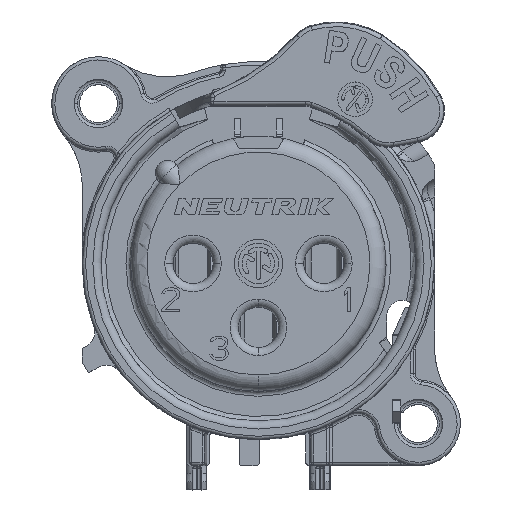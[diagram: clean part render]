
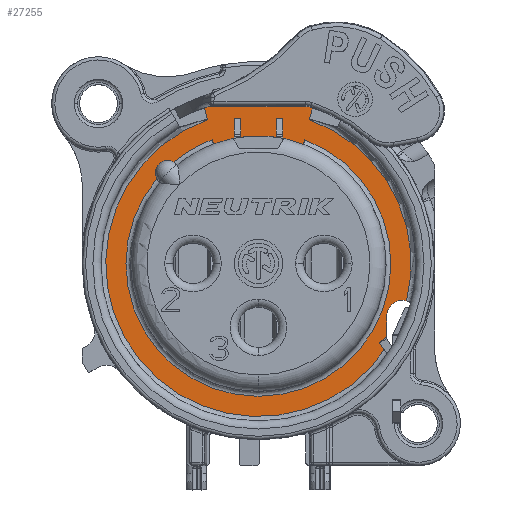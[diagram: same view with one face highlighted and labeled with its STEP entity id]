
A CAD part, top view. The second image highlights one B-rep face of the part: STEP entity #27255.
In plain terms, the highlighted planar face has unit normal (0, 0, 1).
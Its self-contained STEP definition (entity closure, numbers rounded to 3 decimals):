
#29=CARTESIAN_POINT('',(0.,0.,-4.8));
#30=DIRECTION('',(0.,0.,1.));
#31=DIRECTION('',(0.353,0.936,0.));
#32=AXIS2_PLACEMENT_3D('',#29,#30,#31);
#220=DIRECTION('',(0.24,0.971,0.));
#221=VECTOR('',#220,0.302);
#222=CARTESIAN_POINT('',(2.787,7.392,-4.8));
#223=LINE('',#222,#221);
#1794=CARTESIAN_POINT('',(0.,0.,-4.8));
#1795=DIRECTION('',(0.,0.,-1.));
#1796=DIRECTION('',(-0.643,0.766,0.));
#1797=AXIS2_PLACEMENT_3D('',#1794,#1795,#1796);
#1861=CARTESIAN_POINT('',(0.,0.,-4.8));
#1862=DIRECTION('',(0.,0.,1.));
#1863=DIRECTION('',(-0.766,0.643,0.));
#1864=AXIS2_PLACEMENT_3D('',#1861,#1862,#1863);
#1866=CARTESIAN_POINT('',(-5.621,5.621,-4.8));
#1867=DIRECTION('',(0.,0.,-1.));
#1868=DIRECTION('',(-0.882,-0.47,0.));
#1869=AXIS2_PLACEMENT_3D('',#1866,#1867,#1868);
#1871=CARTESIAN_POINT('',(0.,0.,-4.8));
#1872=DIRECTION('',(0.,0.,-1.));
#1873=DIRECTION('',(0.334,0.942,0.));
#1874=AXIS2_PLACEMENT_3D('',#1871,#1872,#1873);
#1876=CARTESIAN_POINT('',(7.94,-3.285,-4.8));
#1877=CARTESIAN_POINT('',(7.94,-3.178,-4.8));
#1878=CARTESIAN_POINT('',(7.97,-3.002,-4.8));
#1879=CARTESIAN_POINT('',(8.084,-2.722,-4.8));
#1880=CARTESIAN_POINT('',(8.301,-2.466,-4.8));
#1881=CARTESIAN_POINT('',(8.593,-2.307,-4.8));
#1882=CARTESIAN_POINT('',(8.888,-2.257,-4.8));
#1883=CARTESIAN_POINT('',(9.064,-2.268,-4.8));
#1884=CARTESIAN_POINT('',(9.167,-2.294,-4.8));
#1886=DIRECTION('',(0.,1.,0.));
#1887=VECTOR('',#1886,1.839);
#1888=CARTESIAN_POINT('',(7.94,-5.124,-4.8));
#1889=LINE('',#1888,#1887);
#1898=DIRECTION('',(0.24,-0.971,0.));
#1899=VECTOR('',#1898,0.302);
#1900=CARTESIAN_POINT('',(-2.859,7.685,-4.8));
#1901=LINE('',#1900,#1899);
#12483=CARTESIAN_POINT('',(3.161,8.906,-4.8));
#12484=CARTESIAN_POINT('',(3.165,8.922,-4.8));
#12485=CARTESIAN_POINT('',(3.169,8.94,
-4.798));
#12486=CARTESIAN_POINT('',(3.173,8.956,
-4.798));
#12518=CARTESIAN_POINT('',(-3.173,8.954,
-4.798));
#12519=CARTESIAN_POINT('',(-3.169,8.938,
-4.798));
#12520=CARTESIAN_POINT('',(-3.165,8.922,-4.8));
#12521=CARTESIAN_POINT('',(-3.161,8.906,-4.8));
#12523=CARTESIAN_POINT('',(0.,0.,-4.8));
#12524=DIRECTION('',(0.,0.,1.));
#12525=DIRECTION('',(-0.334,0.942,0.));
#12526=AXIS2_PLACEMENT_3D('',#12523,#12524,#12525);
#12537=CARTESIAN_POINT('',(7.94,-5.124,-4.8));
#12566=DIRECTION('',(0.24,0.971,-0.003));
#12567=VECTOR('',#12566,0.702);
#12568=CARTESIAN_POINT('',(3.173,8.956,
-4.798));
#12569=LINE('',#12568,#12567);
#12587=CARTESIAN_POINT('',(0.,0.,-4.8));
#12588=DIRECTION('',(0.,0.,1.));
#12589=DIRECTION('',(0.328,0.945,0.));
#12590=AXIS2_PLACEMENT_3D('',#12587,#12588,#12589);
#12703=CARTESIAN_POINT('',(0.,0.,-4.8));
#12704=DIRECTION('',(0.,0.,1.));
#12705=DIRECTION('',(-0.316,0.949,0.));
#12706=AXIS2_PLACEMENT_3D('',#12703,#12704,#12705);
#14850=CARTESIAN_POINT('',(2.903,8.73,-4.8));
#14851=DIRECTION('',(0.,0.,1.));
#14852=DIRECTION('',(0.316,0.949,0.));
#14853=AXIS2_PLACEMENT_3D('',#14850,#14851,#14852);
#14855=DIRECTION('',(1.,0.,0.));
#14856=VECTOR('',#14855,5.806);
#14857=CARTESIAN_POINT('',(-2.903,9.73,-4.8));
#14858=LINE('',#14857,#14856);
#14867=CARTESIAN_POINT('',(-2.903,8.73,-4.8));
#14868=DIRECTION('',(0.,0.,-1.));
#14869=DIRECTION('',(-0.316,0.949,0.));
#14870=AXIS2_PLACEMENT_3D('',#14867,#14868,#14869);
#15964=DIRECTION('',(0.24,-0.971,0.003));
#15965=VECTOR('',#15964,0.703);
#15966=CARTESIAN_POINT('',(-3.342,9.637,-4.8));
#15967=LINE('',#15966,#15965);
#20313=CARTESIAN_POINT('',(-6.283,5.269,-4.8));
#20314=CARTESIAN_POINT('',(-5.269,6.283,-4.8));
#20315=VERTEX_POINT('',#20313);
#20316=VERTEX_POINT('',#20314);
#22664=VERTEX_POINT('',#12537);
#22823=CARTESIAN_POINT('',(7.94,-3.285,-4.8));
#22825=VERTEX_POINT('',#22823);
#22831=VERTEX_POINT('',#1884);
#24672=CARTESIAN_POINT('',(2.787,7.392,-4.8));
#24673=CARTESIAN_POINT('',(-2.787,7.392,-4.8));
#24674=VERTEX_POINT('',#24672);
#24675=VERTEX_POINT('',#24673);
#24782=CARTESIAN_POINT('',(2.859,7.685,-4.8));
#24783=VERTEX_POINT('',#24782);
#24784=VERTEX_POINT('',#12483);
#24785=VERTEX_POINT('',#12486);
#24794=VERTEX_POINT('',#12518);
#24795=VERTEX_POINT('',#12521);
#24796=CARTESIAN_POINT('',(-2.859,7.685,-4.8));
#24797=VERTEX_POINT('',#24796);
#24971=CARTESIAN_POINT('',(-2.903,9.73,-4.8));
#24972=CARTESIAN_POINT('',(2.903,9.73,-4.8));
#24973=VERTEX_POINT('',#24971);
#24974=VERTEX_POINT('',#24972);
#24975=CARTESIAN_POINT('',(3.218,9.679,-4.8));
#24976=VERTEX_POINT('',#24975);
#24977=CARTESIAN_POINT('',(-3.218,9.679,-4.8));
#24978=VERTEX_POINT('',#24977);
#25021=CARTESIAN_POINT('',(-3.342,9.637,-4.8));
#25022=VERTEX_POINT('',#25021);
#25023=CARTESIAN_POINT('',(3.342,9.637,-4.8));
#25024=VERTEX_POINT('',#25023);
#27212=CARTESIAN_POINT('',(0.,0.,-4.8));
#27213=DIRECTION('',(0.,0.,1.));
#27214=DIRECTION('',(0.,-1.,0.));
#27215=AXIS2_PLACEMENT_3D('',#27212,#27213,#27214);
#27216=PLANE('',#27215);
#27218=ORIENTED_EDGE('',*,*,#27217,.F.);
#27220=ORIENTED_EDGE('',*,*,#27219,.F.);
#27222=ORIENTED_EDGE('',*,*,#27221,.T.);
#27224=ORIENTED_EDGE('',*,*,#27223,.T.);
#27226=ORIENTED_EDGE('',*,*,#27225,.F.);
#27228=ORIENTED_EDGE('',*,*,#27227,.F.);
#27230=ORIENTED_EDGE('',*,*,#27229,.F.);
#27232=ORIENTED_EDGE('',*,*,#27231,.F.);
#27234=ORIENTED_EDGE('',*,*,#27233,.T.);
#27236=ORIENTED_EDGE('',*,*,#27235,.F.);
#27238=ORIENTED_EDGE('',*,*,#27237,.F.);
#27240=ORIENTED_EDGE('',*,*,#27239,.F.);
#27242=ORIENTED_EDGE('',*,*,#27241,.F.);
#27243=EDGE_LOOP('',(#27218,#27220,#27222,#27224,#27226,#27228,#27230,#27232,
#27234,#27236,#27238,#27240,#27242));
#27244=FACE_OUTER_BOUND('',#27243,.F.);
#27245=ORIENTED_EDGE('',*,*,#27202,.T.);
#27246=ORIENTED_EDGE('',*,*,#25338,.F.);
#27247=ORIENTED_EDGE('',*,*,#25054,.T.);
#27249=ORIENTED_EDGE('',*,*,#27248,.F.);
#27250=ORIENTED_EDGE('',*,*,#27185,.F.);
#27252=ORIENTED_EDGE('',*,*,#27251,.F.);
#27253=EDGE_LOOP('',(#27245,#27246,#27247,#27249,#27250,#27252));
#27254=FACE_BOUND('',#27253,.F.);
#27255=ADVANCED_FACE('',(#27244,#27254),#27216,.T.);
#33=CIRCLE('',#32,7.9);
#1798=CIRCLE('',#1797,8.2);
#1865=CIRCLE('',#1864,8.2);
#1870=CIRCLE('',#1869,0.75);
#1875=CIRCLE('',#1874,9.45);
#1885=B_SPLINE_CURVE_WITH_KNOTS('',3,(#1876,#1877,#1878,#1879,#1880,#1881,#1882,
#1883,#1884),.UNSPECIFIED.,.F.,.F.,(4,1,1,1,1,1,4),(0.,0.125,0.25,0.5,
0.75,0.875,1.),.UNSPECIFIED.);
#12487=B_SPLINE_CURVE_WITH_KNOTS('',3,(#12483,#12484,#12485,#12486),
.UNSPECIFIED.,.F.,.F.,(4,4),(0.,1.),.UNSPECIFIED.);
#12522=B_SPLINE_CURVE_WITH_KNOTS('',3,(#12518,#12519,#12520,#12521),
.UNSPECIFIED.,.F.,.F.,(4,4),(0.,1.),.UNSPECIFIED.);
#12527=CIRCLE('',#12526,9.45);
#12591=CIRCLE('',#12590,10.2);
#12707=CIRCLE('',#12706,10.2);
#14854=CIRCLE('',#14853,1.);
#14871=CIRCLE('',#14870,1.);
#25054=EDGE_CURVE('',#24674,#24675,#33,.T.);
#25338=EDGE_CURVE('',#24674,#24783,#223,.T.);
#27185=EDGE_CURVE('',#20316,#24797,#1798,.T.);
#27202=EDGE_CURVE('',#20315,#24783,#1865,.T.);
#27217=EDGE_CURVE('',#25022,#24794,#15967,.T.);
#27219=EDGE_CURVE('',#24978,#25022,#12707,.T.);
#27221=EDGE_CURVE('',#24978,#24973,#14871,.T.);
#27223=EDGE_CURVE('',#24973,#24974,#14858,.T.);
#27225=EDGE_CURVE('',#24976,#24974,#14854,.T.);
#27227=EDGE_CURVE('',#25024,#24976,#12591,.T.);
#27229=EDGE_CURVE('',#24785,#25024,#12569,.T.);
#27231=EDGE_CURVE('',#24784,#24785,#12487,.T.);
#27233=EDGE_CURVE('',#24784,#22831,#1875,.T.);
#27235=EDGE_CURVE('',#22825,#22831,#1885,.T.);
#27237=EDGE_CURVE('',#22664,#22825,#1889,.T.);
#27239=EDGE_CURVE('',#24795,#22664,#12527,.T.);
#27241=EDGE_CURVE('',#24794,#24795,#12522,.T.);
#27248=EDGE_CURVE('',#24797,#24675,#1901,.T.);
#27251=EDGE_CURVE('',#20315,#20316,#1870,.T.);
